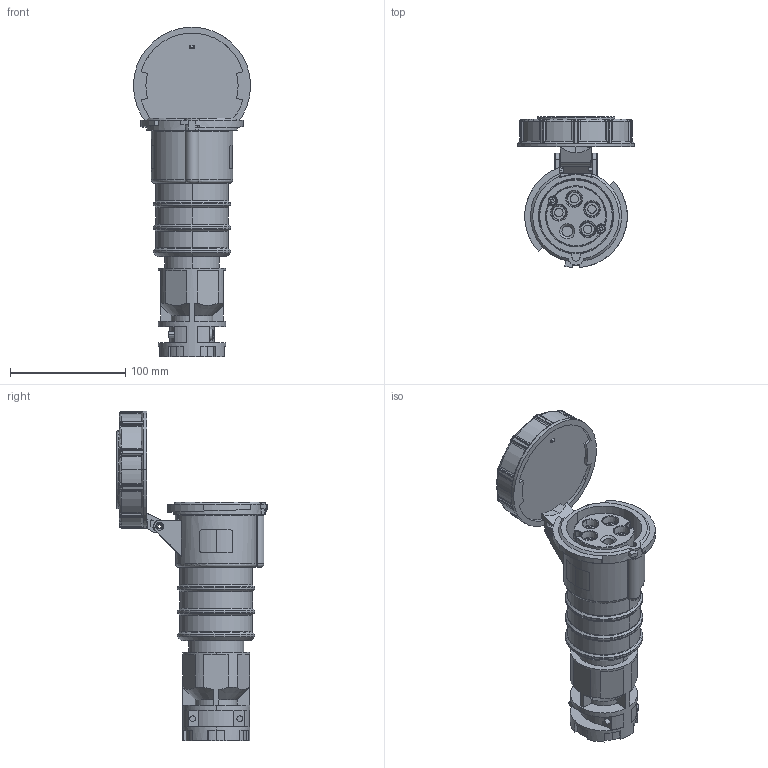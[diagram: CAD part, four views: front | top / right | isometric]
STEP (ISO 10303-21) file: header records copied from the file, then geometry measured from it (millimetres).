
FILE_DESCRIPTION (( 'STEP AP203' ), '1' );
FILE_NAME ('BRY530C7W.step', '2022-08-17T19:40:59', ( '' ), ( '' ), 'SwSTEP 2.0', 'SolidWorks 2021', '' );
FILE_SCHEMA (( 'CONFIG_CONTROL_DESIGN' ));
Length unit declared in the file: millimetre
Products named in the file (1): BRY530C7W
Bounding box: 101.5 x 130.53 x 285.45 mm (x, y, z)
Volume: 679310.6 mm3; surface area: 128186 mm2
Topology: 7 solids, 7 shells, 946 faces, 2563 edges, 1622 vertices
Faces by surface type: cylinder 312, plane 312, bspline 116, cone 108, torus 94, sphere 4
Entity records: 34312 total; most frequent: CARTESIAN_POINT 11721, ORIENTED_EDGE 5038, DIRECTION 4360, EDGE_CURVE 2519, AXIS2_PLACEMENT_3D 1671, VERTEX_POINT 1622, VECTOR 1018, LINE 1018
